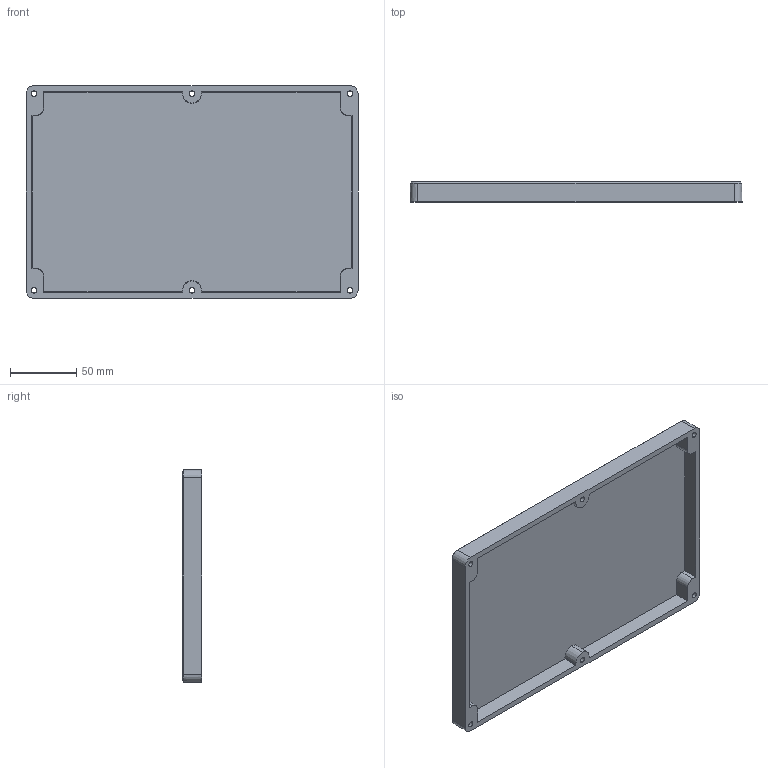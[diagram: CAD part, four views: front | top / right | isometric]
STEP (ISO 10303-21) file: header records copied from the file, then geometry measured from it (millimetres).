
FILE_DESCRIPTION (( 'STEP AP203' ), '1' );
FILE_NAME ('FIBOX_EU162502C.STEP', '2005-08-03T10:01:52', ( ' ' ), ( ' ' ), 'SwSTEP 2.0', 'SolidWorks 2005187', '' );
FILE_SCHEMA (( 'CONFIG_CONTROL_DESIGN' ));
Length unit declared in the file: millimetre
Products named in the file (1): FIBOX_EU162502C
Bounding box: 250 x 15 x 160 mm (x, y, z)
Volume: 186044.5 mm3; surface area: 102183.1 mm2
Topology: 1 solids, 1 shells, 75 faces, 190 edges, 124 vertices
Faces by surface type: plane 35, cylinder 24, cone 16
Entity records: 2377 total; most frequent: DIRECTION 418, CARTESIAN_POINT 390, ORIENTED_EDGE 380, EDGE_CURVE 190, AXIS2_PLACEMENT_3D 152, VERTEX_POINT 124, VECTOR 114, LINE 114
